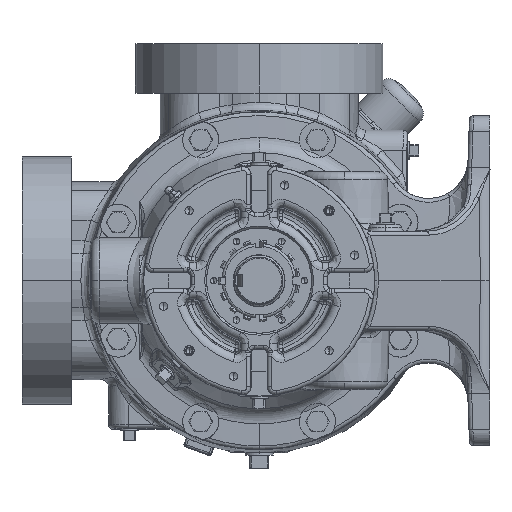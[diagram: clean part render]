
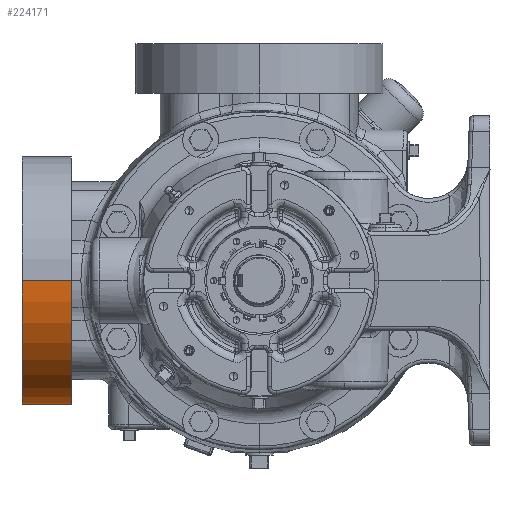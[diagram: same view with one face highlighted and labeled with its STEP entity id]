
A CAD part, left-side view. The second image highlights one B-rep face of the part: STEP entity #224171.
In plain terms, the highlighted cylindrical face has radius 95.25 mm (diameter 190.5 mm), a partial arc.
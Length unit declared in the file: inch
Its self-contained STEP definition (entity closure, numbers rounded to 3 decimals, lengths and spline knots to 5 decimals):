
#2192 = CARTESIAN_POINT ( 'NONE',  ( -0.405, 5.44318, 0. ) ) ;
#11550 = DIRECTION ( 'NONE',  ( 0., -1., 0. ) ) ;
#12904 = CARTESIAN_POINT ( 'NONE',  ( 7.095, 7.1875, 0. ) ) ;
#18927 = CARTESIAN_POINT ( 'NONE',  ( 3.345, 7.1875, 0. ) ) ;
#32944 = VERTEX_POINT ( 'NONE', #203689 ) ;
#35707 = EDGE_CURVE ( 'NONE', #32944, #197288, #89846, .T. ) ;
#37445 = VERTEX_POINT ( 'NONE', #169569 ) ;
#37670 = DIRECTION ( 'NONE',  ( -1., 0., 0. ) ) ;
#42951 = DIRECTION ( 'NONE',  ( 0., -1., 0. ) ) ;
#54958 = LINE ( 'NONE', #2192, #189127 ) ;
#56693 = ORIENTED_EDGE ( 'NONE', *, *, #222596, .F. ) ;
#72215 = EDGE_LOOP ( 'NONE', ( #287132, #205185, #150349, #56693 ) ) ;
#84689 = CYLINDRICAL_SURFACE ( 'NONE', #149191, 3.75 ) ;
#89846 = CIRCLE ( 'NONE', #279633, 3.75 ) ;
#108680 = EDGE_CURVE ( 'NONE', #37445, #137367, #269745, .T. ) ;
#137367 = VERTEX_POINT ( 'NONE', #185435 ) ;
#149191 = AXIS2_PLACEMENT_3D ( 'NONE', #298558, #11550, #166031 ) ;
#150349 = ORIENTED_EDGE ( 'NONE', *, *, #108680, .F. ) ;
#166031 = DIRECTION ( 'NONE',  ( -1., 0., 0. ) ) ;
#166711 = DIRECTION ( 'NONE',  ( 0., -1., 0. ) ) ;
#169569 = CARTESIAN_POINT ( 'NONE',  ( -0.405, 5.6875, 0. ) ) ;
#169891 = CARTESIAN_POINT ( 'NONE',  ( 3.345, 5.6875, 0. ) ) ;
#176787 = LINE ( 'NONE', #280531, #192888 ) ;
#185435 = CARTESIAN_POINT ( 'NONE',  ( 7.095, 5.6875, 0. ) ) ;
#189127 = VECTOR ( 'NONE', #205942, 39.37008 ) ;
#192888 = VECTOR ( 'NONE', #42951, 39.37008 ) ;
#197288 = VERTEX_POINT ( 'NONE', #12904 ) ;
#203689 = CARTESIAN_POINT ( 'NONE',  ( -0.405, 7.1875, 0. ) ) ;
#205185 = ORIENTED_EDGE ( 'NONE', *, *, #285840, .T. ) ;
#205942 = DIRECTION ( 'NONE',  ( 0., -1., 0. ) ) ;
#222596 = EDGE_CURVE ( 'NONE', #32944, #37445, #54958, .T. ) ;
#224171 = ADVANCED_FACE ( 'NONE', ( #240897 ), #84689, .T. ) ;
#240897 = FACE_OUTER_BOUND ( 'NONE', #72215, .T. ) ;
#244760 = DIRECTION ( 'NONE',  ( 0., -1., 0. ) ) ;
#269745 = CIRCLE ( 'NONE', #323765, 3.75 ) ;
#279633 = AXIS2_PLACEMENT_3D ( 'NONE', #18927, #166711, #300869 ) ;
#280531 = CARTESIAN_POINT ( 'NONE',  ( 7.095, 5.44318, 0. ) ) ;
#285840 = EDGE_CURVE ( 'NONE', #197288, #137367, #176787, .T. ) ;
#287132 = ORIENTED_EDGE ( 'NONE', *, *, #35707, .T. ) ;
#298558 = CARTESIAN_POINT ( 'NONE',  ( 3.345, 5.44318, 0. ) ) ;
#300869 = DIRECTION ( 'NONE',  ( -1., 0., 0. ) ) ;
#323765 = AXIS2_PLACEMENT_3D ( 'NONE', #169891, #244760, #37670 ) ;
